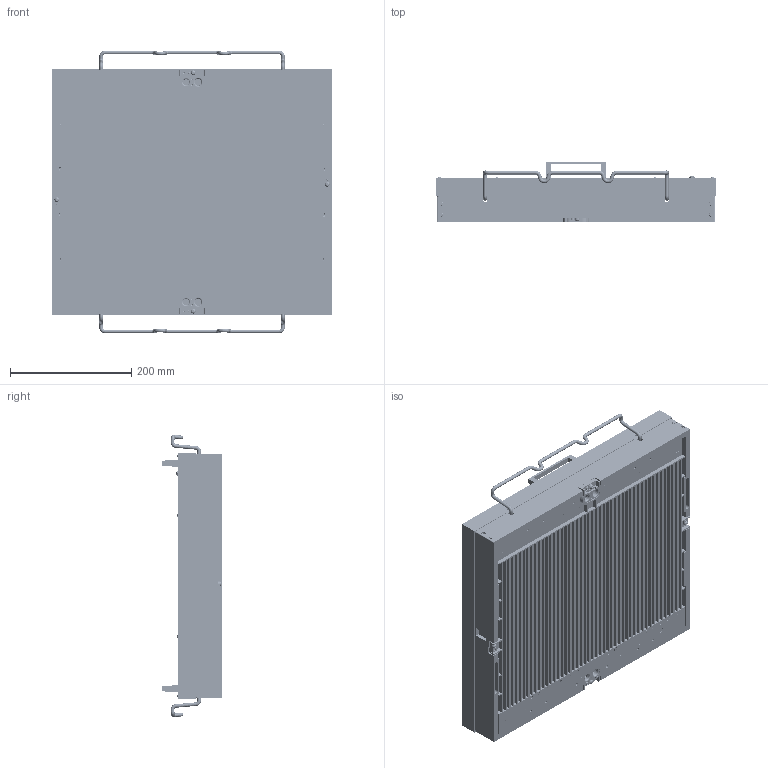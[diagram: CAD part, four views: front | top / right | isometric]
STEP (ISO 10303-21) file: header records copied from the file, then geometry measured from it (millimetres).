
FILE_DESCRIPTION (( 'STEP AP214' ), '1' );
FILE_NAME ('4844-KIT~1.STEP', '2021-01-21T09:20:27', ( '' ), ( '' ), 'SwSTEP 2.0', 'SolidWorks 2018', '' );
FILE_SCHEMA (( 'AUTOMOTIVE_DESIGN' ));
Length unit declared in the file: millimetre
Products named in the file (32): DIN912~n_M04,0x012; 2230~7; 4844-KIT~1; 3917~3_M 3 A; 14720~4; ISO7380~n_M03,0x005; ISO7380~n_M02,5x006; 4908~5; DIN6325~n_04,0m6x008; 14670~2_KUNDE<Standard>; DIN7991~n_M04,0x012; GKS-414-0007~-g-k-s_Hub = 03,0<S>; 22111~0_Hub 3mm<Standard>; ISO7380~n_M04,0x016; 14667~2; 11460~1; 5332~0; 14666~3; 4911~2_KUNDE<Standard>; 14668~3; 2196~6; 1607~1; 5015~0; DIN6325~n_03,0m6x020; 1571~2; 11880~0; 11881~0; 14714~2; 2806~1; KS-113-Master~-k-s_KS-113 23; 14671~0_S; DIN7991~n_M04,0x008 VA
Assembly tree (99 placements, depth 3):
  4844-KIT~1
    14670~2_KUNDE<Standard>
    4908~5
    11460~1
    14720~4
    14668~3
    14667~2
    14666~3
    14671~0_S
    4911~2_KUNDE<Standard>
    1607~1  x2
    2196~6  x3
    2230~7  x3
    14714~2  x2
    22111~0_Hub 3mm<Standard>
      KS-113-Master~-k-s_KS-113 23
      GKS-414-0007~-g-k-s_Hub = 03,0<S>
      2806~1
      3917~3_M 3 A
      5015~0
      ISO7380~n_M02,5x006
      11880~0
      11881~0
    5332~0  x2
    ISO7380~n_M03,0x005  x8
    DIN7991~n_M04,0x008 VA  x6
    DIN7991~n_M04,0x012  x4
    DIN912~n_M04,0x012  x30
    ISO7380~n_M04,0x016  x4
    DIN6325~n_03,0m6x020  x6
    DIN6325~n_04,0m6x008  x8
    1571~2  x3
Bounding box: 460.2 x 99.71 x 464.8 mm (x, y, z)
Volume: 5735747.8 mm3; surface area: 1798463.8 mm2
Topology: 121 solids, 122 shells, 5490 faces, 13930 edges, 9030 vertices
Faces by surface type: cylinder 2132, plane 2093, bspline 653, cone 400, torus 154, sphere 58
Entity records: 158511 total; most frequent: CARTESIAN_POINT 48448, ORIENTED_EDGE 17624, DIRECTION 16540, EDGE_CURVE 8812, VERTEX_POINT 5766, AXIS2_PLACEMENT_3D 5628, LINE 5284, VECTOR 5284
